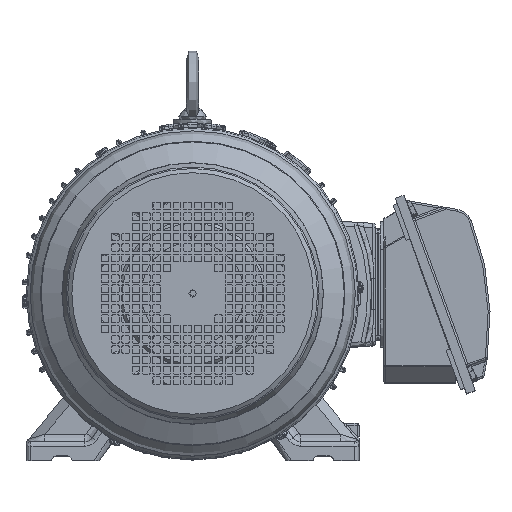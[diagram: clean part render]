
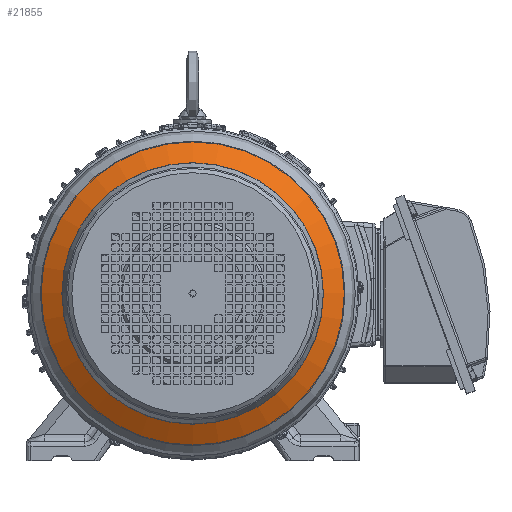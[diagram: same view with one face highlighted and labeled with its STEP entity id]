
A CAD part, top view. The second image highlights one B-rep face of the part: STEP entity #21855.
In plain terms, the highlighted conical face has half-angle 60 degrees and reference radius 162.5 mm.
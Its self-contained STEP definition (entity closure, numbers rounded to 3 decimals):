
#761=CONICAL_SURFACE('',#173602,162.5,60.);
#10899=FACE_BOUND('',#46392,.T.);
#10900=FACE_BOUND('',#46393,.T.);
#14388=CIRCLE('',#173599,162.5);
#14389=CIRCLE('',#173601,139.5);
#21855=ADVANCED_FACE('',(#10899,#10900),#761,.T.);
#46392=EDGE_LOOP('',(#91127));
#46393=EDGE_LOOP('',(#91128));
#91127=ORIENTED_EDGE('',*,*,#151704,.F.);
#91128=ORIENTED_EDGE('',*,*,#151703,.T.);
#134021=VERTEX_POINT('',#284513);
#134022=VERTEX_POINT('',#284516);
#151703=EDGE_CURVE('',#134021,#134021,#14388,.T.);
#151704=EDGE_CURVE('',#134022,#134022,#14389,.T.);
#173599=AXIS2_PLACEMENT_3D('',#284512,#199560,#199561);
#173601=AXIS2_PLACEMENT_3D('',#284515,#199564,#199565);
#173602=AXIS2_PLACEMENT_3D('',#284517,#199566,#199567);
#199560=DIRECTION('',(0.,0.,1.));
#199561=DIRECTION('',(1.,0.,0.));
#199564=DIRECTION('',(0.,0.,1.));
#199565=DIRECTION('',(1.,0.,0.));
#199566=DIRECTION('',(0.,0.,-1.));
#199567=DIRECTION('',(-1.,0.,0.));
#284512=CARTESIAN_POINT('',(0.,0.,334.851));
#284513=CARTESIAN_POINT('',(162.5,0.,334.851));
#284515=CARTESIAN_POINT('',(0.,0.,348.13));
#284516=CARTESIAN_POINT('',(139.5,0.,348.13));
#284517=CARTESIAN_POINT('',(0.,0.,334.851));
